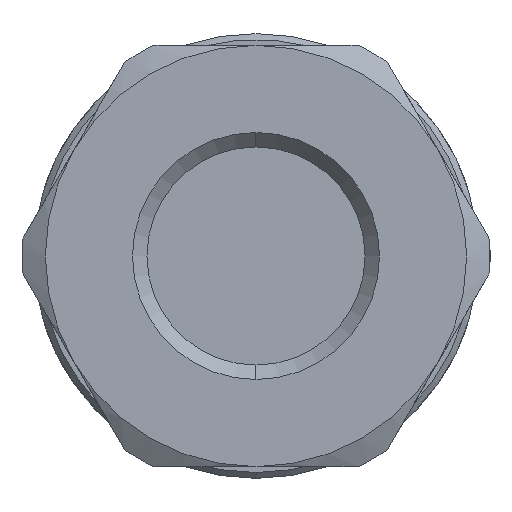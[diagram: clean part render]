
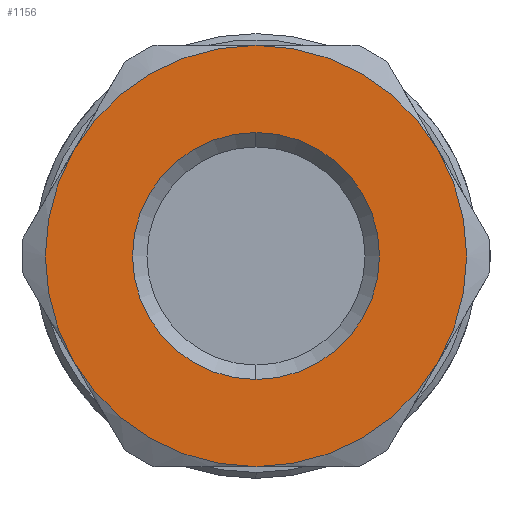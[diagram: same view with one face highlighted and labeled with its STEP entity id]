
A CAD part, left-side view. The second image highlights one B-rep face of the part: STEP entity #1156.
In plain terms, the highlighted planar face has unit normal (-1, 0, 0).
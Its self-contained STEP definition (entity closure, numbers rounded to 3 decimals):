
#67 = EDGE_CURVE ( 'NONE', #1924, #1701, #1342, .T. ) ;
#104 = EDGE_CURVE ( 'NONE', #1680, #1830, #475, .T. ) ;
#238 = FACE_BOUND ( 'NONE', #3559, .T. ) ;
#239 = FACE_OUTER_BOUND ( 'NONE', #3543, .T. ) ;
#359 = CIRCLE ( 'NONE', #1112, 18. ) ;
#364 = CIRCLE ( 'NONE', #1117, 18. ) ;
#367 = CIRCLE ( 'NONE', #1119, 18. ) ;
#384 = CIRCLE ( 'NONE', #1126, 18. ) ;
#438 = DIRECTION ( 'NONE',  ( 0., 0., -1. ) ) ;
#439 = DIRECTION ( 'NONE',  ( 1., 0., 0. ) ) ;
#440 = CARTESIAN_POINT ( 'NONE',  ( -22.6, 0., 0. ) ) ;
#475 = CIRCLE ( 'NONE', #784, 18. ) ;
#699 = CIRCLE ( 'NONE', #1212, 10.55 ) ;
#722 = CIRCLE ( 'NONE', #2591, 10.55 ) ;
#784 = AXIS2_PLACEMENT_3D ( 'NONE', #1509, #1458, #1539 ) ;
#892 = EDGE_CURVE ( 'NONE', #1616, #1886, #699, .T. ) ;
#908 = EDGE_CURVE ( 'NONE', #1886, #1616, #722, .T. ) ;
#1046 = AXIS2_PLACEMENT_3D ( 'NONE', #2824, #2825, #2826 ) ;
#1112 = AXIS2_PLACEMENT_3D ( 'NONE', #3281, #3282, #3283 ) ;
#1117 = AXIS2_PLACEMENT_3D ( 'NONE', #3304, #3305, #3306 ) ;
#1119 = AXIS2_PLACEMENT_3D ( 'NONE', #3333, #3334, #3335 ) ;
#1126 = AXIS2_PLACEMENT_3D ( 'NONE', #3405, #3406, #3407 ) ;
#1156 = ADVANCED_FACE ( 'NONE', ( #238, #239 ), #2823, .T. ) ;
#1212 = AXIS2_PLACEMENT_3D ( 'NONE', #440, #439, #438 ) ;
#1342 = CIRCLE ( 'NONE', #2608, 18. ) ;
#1458 = DIRECTION ( 'NONE',  ( 1., 0., 0. ) ) ;
#1509 = CARTESIAN_POINT ( 'NONE',  ( -22.6, 0., 0. ) ) ;
#1539 = DIRECTION ( 'NONE',  ( 0., 0., -1. ) ) ;
#1616 = VERTEX_POINT ( 'NONE', #2956 ) ;
#1668 = DIRECTION ( 'NONE',  ( 1., 0., 0. ) ) ;
#1680 = VERTEX_POINT ( 'NONE', #2989 ) ;
#1685 = CARTESIAN_POINT ( 'NONE',  ( -22.6, 0., 0. ) ) ;
#1701 = VERTEX_POINT ( 'NONE', #3002 ) ;
#1756 = VERTEX_POINT ( 'NONE', #3040 ) ;
#1810 = VERTEX_POINT ( 'NONE', #3071 ) ;
#1830 = VERTEX_POINT ( 'NONE', #3087 ) ;
#1869 = DIRECTION ( 'NONE',  ( 0., 0., -1. ) ) ;
#1886 = VERTEX_POINT ( 'NONE', #3115 ) ;
#1924 = VERTEX_POINT ( 'NONE', #3136 ) ;
#1989 = ORIENTED_EDGE ( 'NONE', *, *, #2624, .F. ) ;
#1996 = ORIENTED_EDGE ( 'NONE', *, *, #104, .F. ) ;
#2003 = ORIENTED_EDGE ( 'NONE', *, *, #892, .T. ) ;
#2007 = ORIENTED_EDGE ( 'NONE', *, *, #2606, .F. ) ;
#2014 = ORIENTED_EDGE ( 'NONE', *, *, #4050, .F. ) ;
#2018 = ORIENTED_EDGE ( 'NONE', *, *, #908, .T. ) ;
#2053 = ORIENTED_EDGE ( 'NONE', *, *, #67, .F. ) ;
#2085 = ORIENTED_EDGE ( 'NONE', *, *, #4032, .F. ) ;
#2591 = AXIS2_PLACEMENT_3D ( 'NONE', #4069, #4068, #4067 ) ;
#2606 = EDGE_CURVE ( 'NONE', #1756, #1680, #359, .T. ) ;
#2608 = AXIS2_PLACEMENT_3D ( 'NONE', #1685, #1668, #1869 ) ;
#2624 = EDGE_CURVE ( 'NONE', #1830, #1810, #364, .T. ) ;
#2823 = PLANE ( 'NONE',  #1046 ) ;
#2824 = CARTESIAN_POINT ( 'NONE',  ( -22.6, 18., 0. ) ) ;
#2825 = DIRECTION ( 'NONE',  ( -1., 0., 0. ) ) ;
#2826 = DIRECTION ( 'NONE',  ( 0., 0., 1. ) ) ;
#2956 = CARTESIAN_POINT ( 'NONE',  ( -22.6, 0., -10.55 ) ) ;
#2989 = CARTESIAN_POINT ( 'NONE',  ( -22.6, 15.588, -9. ) ) ;
#3002 = CARTESIAN_POINT ( 'NONE',  ( -22.6, -15.588, -9. ) ) ;
#3040 = CARTESIAN_POINT ( 'NONE',  ( -22.6, 0., -18. ) ) ;
#3071 = CARTESIAN_POINT ( 'NONE',  ( -22.6, 0., 18. ) ) ;
#3087 = CARTESIAN_POINT ( 'NONE',  ( -22.6, 15.588, 9. ) ) ;
#3115 = CARTESIAN_POINT ( 'NONE',  ( -22.6, 0., 10.55 ) ) ;
#3136 = CARTESIAN_POINT ( 'NONE',  ( -22.6, -15.588, 9. ) ) ;
#3281 = CARTESIAN_POINT ( 'NONE',  ( -22.6, 0., 0. ) ) ;
#3282 = DIRECTION ( 'NONE',  ( 1., 0., 0. ) ) ;
#3283 = DIRECTION ( 'NONE',  ( 0., 0., -1. ) ) ;
#3304 = CARTESIAN_POINT ( 'NONE',  ( -22.6, 0., 0. ) ) ;
#3305 = DIRECTION ( 'NONE',  ( 1., 0., 0. ) ) ;
#3306 = DIRECTION ( 'NONE',  ( 0., 0., -1. ) ) ;
#3333 = CARTESIAN_POINT ( 'NONE',  ( -22.6, 0., 0. ) ) ;
#3334 = DIRECTION ( 'NONE',  ( 1., 0., 0. ) ) ;
#3335 = DIRECTION ( 'NONE',  ( 0., 0., -1. ) ) ;
#3405 = CARTESIAN_POINT ( 'NONE',  ( -22.6, 0., 0. ) ) ;
#3406 = DIRECTION ( 'NONE',  ( 1., 0., 0. ) ) ;
#3407 = DIRECTION ( 'NONE',  ( 0., 0., -1. ) ) ;
#3543 = EDGE_LOOP ( 'NONE', ( #2007, #2085, #2053, #2014, #1989, #1996 ) ) ;
#3559 = EDGE_LOOP ( 'NONE', ( #2018, #2003 ) ) ;
#4032 = EDGE_CURVE ( 'NONE', #1701, #1756, #367, .T. ) ;
#4050 = EDGE_CURVE ( 'NONE', #1810, #1924, #384, .T. ) ;
#4067 = DIRECTION ( 'NONE',  ( 0., 0., -1. ) ) ;
#4068 = DIRECTION ( 'NONE',  ( 1., 0., 0. ) ) ;
#4069 = CARTESIAN_POINT ( 'NONE',  ( -22.6, 0., 0. ) ) ;
